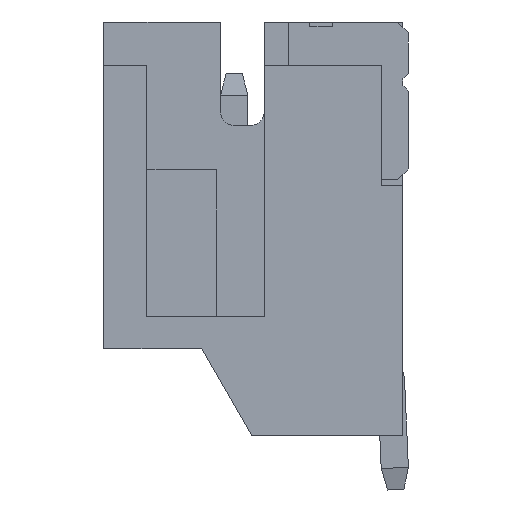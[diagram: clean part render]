
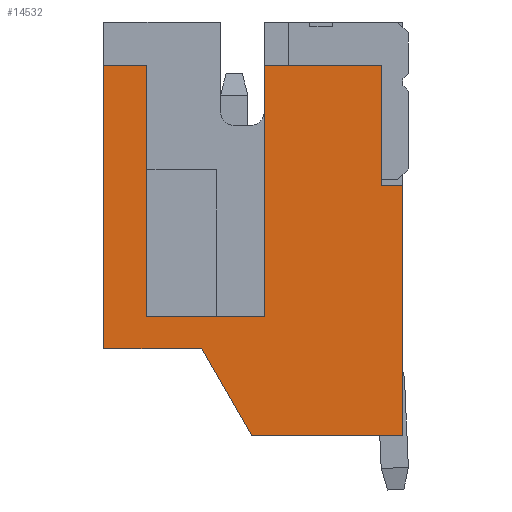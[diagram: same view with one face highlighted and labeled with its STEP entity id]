
A CAD part, left-side view. The second image highlights one B-rep face of the part: STEP entity #14532.
In plain terms, the highlighted planar face has unit normal (-1, 0, 0).
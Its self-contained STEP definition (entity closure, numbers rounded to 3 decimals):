
#124 = CARTESIAN_POINT ( 'NONE',  ( -3.95, 3.7, -6. ) ) ;
#192 = EDGE_CURVE ( 'NONE', #1353, #14144, #1628, .T. ) ;
#203 = CARTESIAN_POINT ( 'NONE',  ( -3.95, 5.5, -0.8 ) ) ;
#345 = DIRECTION ( 'NONE',  ( 0., -1., 0. ) ) ;
#574 = ORIENTED_EDGE ( 'NONE', *, *, #5153, .F. ) ;
#575 = ORIENTED_EDGE ( 'NONE', *, *, #6570, .T. ) ;
#684 = CARTESIAN_POINT ( 'NONE',  ( -3.95, 5.5, -0.8 ) ) ;
#799 = ORIENTED_EDGE ( 'NONE', *, *, #3044, .T. ) ;
#807 = CARTESIAN_POINT ( 'NONE',  ( -3.95, 4.705, -5.415 ) ) ;
#1031 = CARTESIAN_POINT ( 'NONE',  ( -3.95, 5.5, -0.8 ) ) ;
#1243 = ORIENTED_EDGE ( 'NONE', *, *, #192, .F. ) ;
#1353 = VERTEX_POINT ( 'NONE', #1508 ) ;
#1508 = CARTESIAN_POINT ( 'NONE',  ( -3.95, 0.4, -0.8 ) ) ;
#1628 = LINE ( 'NONE', #2603, #7294 ) ;
#1762 = ORIENTED_EDGE ( 'NONE', *, *, #10688, .T. ) ;
#1921 = LINE ( 'NONE', #807, #9923 ) ;
#1996 = DIRECTION ( 'NONE',  ( 0., 1., 0. ) ) ;
#2014 = CARTESIAN_POINT ( 'NONE',  ( -3.95, 0., -3. ) ) ;
#2068 = VECTOR ( 'NONE', #345, 1000. ) ;
#2157 = VECTOR ( 'NONE', #3337, 1000. ) ;
#2305 = VERTEX_POINT ( 'NONE', #12854 ) ;
#2603 = CARTESIAN_POINT ( 'NONE',  ( -3.95, 0.4, 0. ) ) ;
#2791 = ORIENTED_EDGE ( 'NONE', *, *, #13137, .F. ) ;
#2927 = CARTESIAN_POINT ( 'NONE',  ( -3.95, 0.4, -3. ) ) ;
#3002 = LINE ( 'NONE', #13327, #9318 ) ;
#3008 = LINE ( 'NONE', #684, #12304 ) ;
#3044 = EDGE_CURVE ( 'NONE', #6976, #3303, #9380, .T. ) ;
#3058 = CARTESIAN_POINT ( 'NONE',  ( -3.95, 2.55, -0.8 ) ) ;
#3199 = PLANE ( 'NONE',  #7915 ) ;
#3303 = VERTEX_POINT ( 'NONE', #4621 ) ;
#3337 = DIRECTION ( 'NONE',  ( 0., 0., -1. ) ) ;
#3362 = EDGE_CURVE ( 'NONE', #6928, #3624, #13993, .T. ) ;
#3544 = LINE ( 'NONE', #6090, #13454 ) ;
#3581 = EDGE_LOOP ( 'NONE', ( #575, #1762, #799, #6218, #12524, #3829, #6324, #7922, #8703, #574, #1243, #2791 ) ) ;
#3583 = VECTOR ( 'NONE', #1996, 1000. ) ;
#3624 = VERTEX_POINT ( 'NONE', #7622 ) ;
#3829 = ORIENTED_EDGE ( 'NONE', *, *, #3362, .T. ) ;
#3873 = DIRECTION ( 'NONE',  ( 0., -1., 0. ) ) ;
#4169 = CARTESIAN_POINT ( 'NONE',  ( -3.95, 2.55, -5.415 ) ) ;
#4318 = DIRECTION ( 'NONE',  ( 1., 0., 0. ) ) ;
#4467 = CARTESIAN_POINT ( 'NONE',  ( -3.95, 5.5, 0. ) ) ;
#4470 = DIRECTION ( 'NONE',  ( 0., 0., 1. ) ) ;
#4621 = CARTESIAN_POINT ( 'NONE',  ( -3.95, 4.705, -0.8 ) ) ;
#4682 = LINE ( 'NONE', #7026, #2157 ) ;
#5094 = CARTESIAN_POINT ( 'NONE',  ( -3.95, 5.5, -3. ) ) ;
#5153 = EDGE_CURVE ( 'NONE', #14144, #8364, #13264, .T. ) ;
#5375 = LINE ( 'NONE', #11130, #3583 ) ;
#5673 = DIRECTION ( 'NONE',  ( 0., 0., -1. ) ) ;
#5867 = VECTOR ( 'NONE', #3873, 1000. ) ;
#5983 = LINE ( 'NONE', #203, #5867 ) ;
#6004 = VERTEX_POINT ( 'NONE', #1031 ) ;
#6090 = CARTESIAN_POINT ( 'NONE',  ( -3.95, 2.55, 0. ) ) ;
#6218 = ORIENTED_EDGE ( 'NONE', *, *, #10210, .F. ) ;
#6324 = ORIENTED_EDGE ( 'NONE', *, *, #8319, .F. ) ;
#6457 = DIRECTION ( 'NONE',  ( 0., -1., 0. ) ) ;
#6570 = EDGE_CURVE ( 'NONE', #14425, #8861, #3544, .T. ) ;
#6928 = VERTEX_POINT ( 'NONE', #13714 ) ;
#6961 = VECTOR ( 'NONE', #6457, 1000. ) ;
#6976 = VERTEX_POINT ( 'NONE', #11602 ) ;
#7026 = CARTESIAN_POINT ( 'NONE',  ( -3.95, 0., -7.6 ) ) ;
#7236 = CARTESIAN_POINT ( 'NONE',  ( -3.95, 2.776, -7.6 ) ) ;
#7294 = VECTOR ( 'NONE', #14074, 1000. ) ;
#7622 = CARTESIAN_POINT ( 'NONE',  ( -3.95, 3.7, -6. ) ) ;
#7784 = FACE_OUTER_BOUND ( 'NONE', #3581, .T. ) ;
#7820 = EDGE_CURVE ( 'NONE', #8364, #2305, #4682, .T. ) ;
#7915 = AXIS2_PLACEMENT_3D ( 'NONE', #4467, #4318, #5673 ) ;
#7922 = ORIENTED_EDGE ( 'NONE', *, *, #8830, .F. ) ;
#8198 = DIRECTION ( 'NONE',  ( 0., 0., -1. ) ) ;
#8319 = EDGE_CURVE ( 'NONE', #11373, #3624, #3002, .T. ) ;
#8364 = VERTEX_POINT ( 'NONE', #2014 ) ;
#8703 = ORIENTED_EDGE ( 'NONE', *, *, #7820, .F. ) ;
#8830 = EDGE_CURVE ( 'NONE', #2305, #11373, #5375, .T. ) ;
#8834 = DIRECTION ( 'NONE',  ( 0., 1., 0. ) ) ;
#8861 = VERTEX_POINT ( 'NONE', #4169 ) ;
#8982 = LINE ( 'NONE', #14817, #12911 ) ;
#9318 = VECTOR ( 'NONE', #11688, 1000. ) ;
#9380 = LINE ( 'NONE', #12123, #10431 ) ;
#9923 = VECTOR ( 'NONE', #8834, 1000. ) ;
#10210 = EDGE_CURVE ( 'NONE', #6004, #3303, #3008, .T. ) ;
#10431 = VECTOR ( 'NONE', #14233, 1000. ) ;
#10688 = EDGE_CURVE ( 'NONE', #8861, #6976, #1921, .T. ) ;
#11130 = CARTESIAN_POINT ( 'NONE',  ( -3.95, 5.5, -7.6 ) ) ;
#11373 = VERTEX_POINT ( 'NONE', #7236 ) ;
#11602 = CARTESIAN_POINT ( 'NONE',  ( -3.95, 4.705, -5.415 ) ) ;
#11688 = DIRECTION ( 'NONE',  ( 0., 0.5, 0.866 ) ) ;
#12009 = EDGE_CURVE ( 'NONE', #6928, #6004, #8982, .T. ) ;
#12123 = CARTESIAN_POINT ( 'NONE',  ( -3.95, 4.705, -0.8 ) ) ;
#12304 = VECTOR ( 'NONE', #13186, 1000. ) ;
#12524 = ORIENTED_EDGE ( 'NONE', *, *, #12009, .F. ) ;
#12854 = CARTESIAN_POINT ( 'NONE',  ( -3.95, 0., -7.6 ) ) ;
#12911 = VECTOR ( 'NONE', #4470, 1000. ) ;
#13137 = EDGE_CURVE ( 'NONE', #14425, #1353, #5983, .T. ) ;
#13186 = DIRECTION ( 'NONE',  ( 0., -1., 0. ) ) ;
#13264 = LINE ( 'NONE', #5094, #6961 ) ;
#13327 = CARTESIAN_POINT ( 'NONE',  ( -3.95, 2.776, -7.6 ) ) ;
#13454 = VECTOR ( 'NONE', #8198, 1000. ) ;
#13714 = CARTESIAN_POINT ( 'NONE',  ( -3.95, 5.5, -6. ) ) ;
#13993 = LINE ( 'NONE', #124, #2068 ) ;
#14074 = DIRECTION ( 'NONE',  ( 0., 0., -1. ) ) ;
#14144 = VERTEX_POINT ( 'NONE', #2927 ) ;
#14233 = DIRECTION ( 'NONE',  ( 0., 0., 1. ) ) ;
#14425 = VERTEX_POINT ( 'NONE', #3058 ) ;
#14532 = ADVANCED_FACE ( 'NONE', ( #7784 ), #3199, .F. ) ;
#14817 = CARTESIAN_POINT ( 'NONE',  ( -3.95, 5.5, 0. ) ) ;
